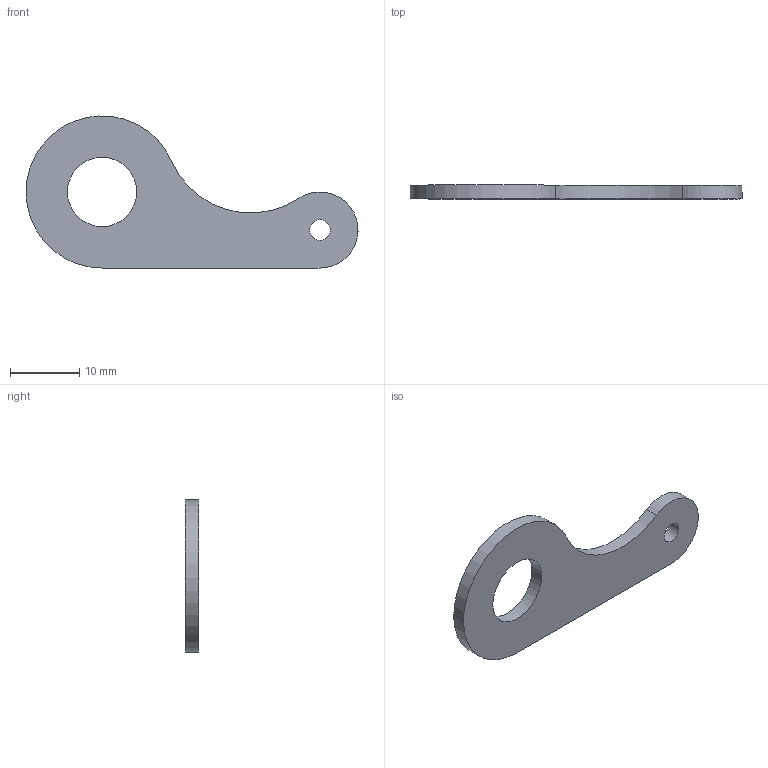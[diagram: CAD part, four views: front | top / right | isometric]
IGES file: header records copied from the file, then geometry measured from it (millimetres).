
Start section:  PTC IGES file: moto_morini_seitenstaenderblech.igs
Global section: file name: moto_morini_seitenstaenderblech.igs; native system: Pro/ENGINEER by Parametric Technology Corporation; preprocessor: 2011330; author: uidf2490; organization: Unknown; date: 20120619.121113; units: millimetre
Bounding box: 48.02 x 2 x 21.99 mm (x, y, z)
Surface area: 1449.5 mm2 (no closed solid volume)
Topology: 0 solids, 0 shells, 10 faces, 71 edges, 90 vertices
Faces by surface type: revolution 7, bspline 3
